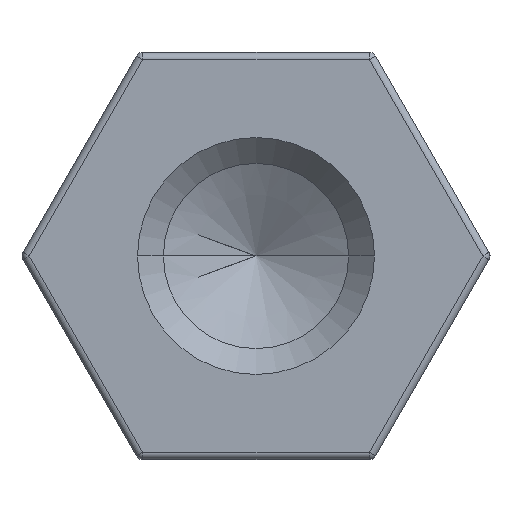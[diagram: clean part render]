
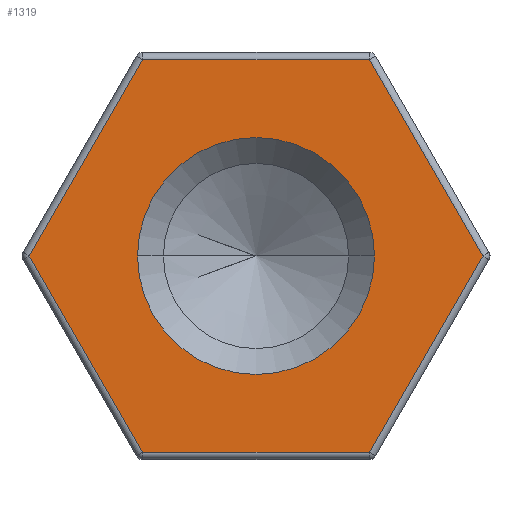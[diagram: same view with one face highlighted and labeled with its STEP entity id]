
A CAD part, left-side view. The second image highlights one B-rep face of the part: STEP entity #1319.
In plain terms, the highlighted planar face has unit normal (-1, 0, 0).
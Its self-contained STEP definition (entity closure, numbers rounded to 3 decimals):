
#15 = VECTOR ( 'NONE', #305, 1000. ) ;
#16 = DIRECTION ( 'NONE',  ( 0., 0.5, 0.866 ) ) ;
#18 = CARTESIAN_POINT ( 'NONE',  ( 0., 3.06, 0. ) ) ;
#22 = VECTOR ( 'NONE', #313, 1000. ) ;
#24 = LINE ( 'NONE', #325, #22 ) ;
#26 = CARTESIAN_POINT ( 'NONE',  ( 0., 2.295, 1.325 ) ) ;
#28 = DIRECTION ( 'NONE',  ( 0., 0.5, -0.866 ) ) ;
#55 = AXIS2_PLACEMENT_3D ( 'NONE', #550, #1289, #658 ) ;
#71 = CIRCLE ( 'NONE', #162, 1.6 ) ;
#86 = DIRECTION ( 'NONE',  ( 0., 1., 0. ) ) ;
#121 = FACE_OUTER_BOUND ( 'NONE', #945, .T. ) ;
#162 = AXIS2_PLACEMENT_3D ( 'NONE', #1413, #887, #86 ) ;
#167 = CARTESIAN_POINT ( 'NONE',  ( 0., -2.295, 1.325 ) ) ;
#179 = LINE ( 'NONE', #978, #835 ) ;
#217 = EDGE_CURVE ( 'NONE', #1246, #789, #427, .T. ) ;
#233 = EDGE_CURVE ( 'NONE', #789, #897, #403, .T. ) ;
#305 = DIRECTION ( 'NONE',  ( 0., -0.5, -0.866 ) ) ;
#309 = CARTESIAN_POINT ( 'NONE',  ( 0., 2.295, -1.325 ) ) ;
#313 = DIRECTION ( 'NONE',  ( 0., 1., 0. ) ) ;
#325 = CARTESIAN_POINT ( 'NONE',  ( 0., 0., 2.65 ) ) ;
#345 = CARTESIAN_POINT ( 'NONE',  ( 0., 1.6, 0. ) ) ;
#403 = LINE ( 'NONE', #167, #410 ) ;
#410 = VECTOR ( 'NONE', #16, 1000. ) ;
#421 = VECTOR ( 'NONE', #28, 1000. ) ;
#426 = VECTOR ( 'NONE', #1029, 1000. ) ;
#427 = LINE ( 'NONE', #1026, #426 ) ;
#489 = CIRCLE ( 'NONE', #55, 1.6 ) ;
#533 = DIRECTION ( 'NONE',  ( 1., 0., 0. ) ) ;
#550 = CARTESIAN_POINT ( 'NONE',  ( 0., 0., 0. ) ) ;
#567 = LINE ( 'NONE', #309, #15 ) ;
#598 = EDGE_CURVE ( 'NONE', #897, #1203, #24, .T. ) ;
#618 = EDGE_CURVE ( 'NONE', #1019, #805, #567, .T. ) ;
#658 = DIRECTION ( 'NONE',  ( 0., 1., 0. ) ) ;
#679 = ORIENTED_EDGE ( 'NONE', *, *, #233, .T. ) ;
#690 = CARTESIAN_POINT ( 'NONE',  ( 0., 1.53, -2.65 ) ) ;
#696 = VERTEX_POINT ( 'NONE', #1315 ) ;
#732 = ORIENTED_EDGE ( 'NONE', *, *, #598, .T. ) ;
#733 = ORIENTED_EDGE ( 'NONE', *, *, #618, .T. ) ;
#735 = ORIENTED_EDGE ( 'NONE', *, *, #1313, .T. ) ;
#741 = ORIENTED_EDGE ( 'NONE', *, *, #217, .T. ) ;
#742 = LINE ( 'NONE', #26, #421 ) ;
#745 = ORIENTED_EDGE ( 'NONE', *, *, #1357, .T. ) ;
#750 = ORIENTED_EDGE ( 'NONE', *, *, #1354, .T. ) ;
#754 = CARTESIAN_POINT ( 'NONE',  ( 0., 0., 0. ) ) ;
#789 = VERTEX_POINT ( 'NONE', #1303 ) ;
#805 = VERTEX_POINT ( 'NONE', #690 ) ;
#835 = VECTOR ( 'NONE', #1080, 1000. ) ;
#865 = CARTESIAN_POINT ( 'NONE',  ( 0., -1.53, -2.65 ) ) ;
#887 = DIRECTION ( 'NONE',  ( 1., 0., 0. ) ) ;
#897 = VERTEX_POINT ( 'NONE', #1438 ) ;
#945 = EDGE_LOOP ( 'NONE', ( #679, #732, #1236, #733, #735, #741 ) ) ;
#978 = CARTESIAN_POINT ( 'NONE',  ( 0., 0., -2.65 ) ) ;
#1019 = VERTEX_POINT ( 'NONE', #18 ) ;
#1026 = CARTESIAN_POINT ( 'NONE',  ( 0., -2.295, -1.325 ) ) ;
#1029 = DIRECTION ( 'NONE',  ( 0., -0.5, 0.866 ) ) ;
#1080 = DIRECTION ( 'NONE',  ( 0., -1., 0. ) ) ;
#1090 = EDGE_CURVE ( 'NONE', #1203, #1019, #742, .T. ) ;
#1111 = VERTEX_POINT ( 'NONE', #345 ) ;
#1136 = EDGE_LOOP ( 'NONE', ( #745, #750 ) ) ;
#1189 = PLANE ( 'NONE',  #1335 ) ;
#1203 = VERTEX_POINT ( 'NONE', #1331 ) ;
#1236 = ORIENTED_EDGE ( 'NONE', *, *, #1090, .T. ) ;
#1246 = VERTEX_POINT ( 'NONE', #865 ) ;
#1284 = DIRECTION ( 'NONE',  ( 0., 1., 0. ) ) ;
#1289 = DIRECTION ( 'NONE',  ( 1., 0., 0. ) ) ;
#1303 = CARTESIAN_POINT ( 'NONE',  ( 0., -3.06, 0. ) ) ;
#1313 = EDGE_CURVE ( 'NONE', #805, #1246, #179, .T. ) ;
#1315 = CARTESIAN_POINT ( 'NONE',  ( 0., -1.6, 0. ) ) ;
#1319 = ADVANCED_FACE ( 'NONE', ( #121, #1382 ), #1189, .F. ) ;
#1331 = CARTESIAN_POINT ( 'NONE',  ( 0., 1.53, 2.65 ) ) ;
#1335 = AXIS2_PLACEMENT_3D ( 'NONE', #754, #533, #1284 ) ;
#1354 = EDGE_CURVE ( 'NONE', #696, #1111, #489, .T. ) ;
#1357 = EDGE_CURVE ( 'NONE', #1111, #696, #71, .T. ) ;
#1382 = FACE_BOUND ( 'NONE', #1136, .T. ) ;
#1413 = CARTESIAN_POINT ( 'NONE',  ( 0., 0., 0. ) ) ;
#1438 = CARTESIAN_POINT ( 'NONE',  ( 0., -1.53, 2.65 ) ) ;
